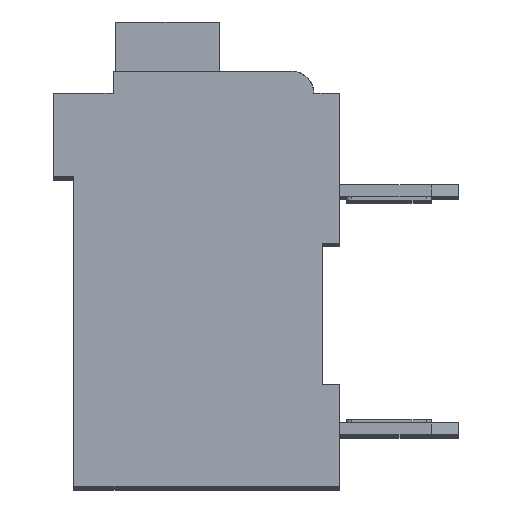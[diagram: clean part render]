
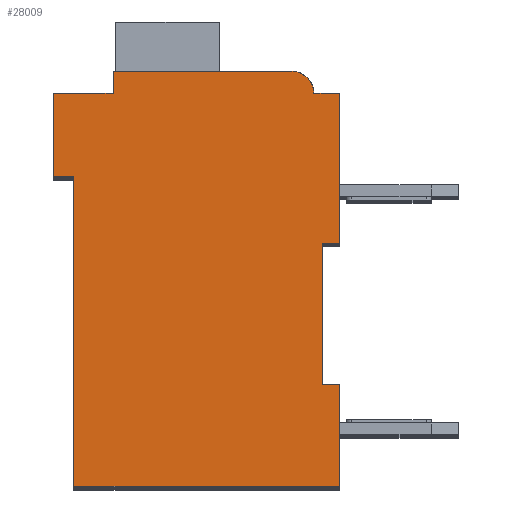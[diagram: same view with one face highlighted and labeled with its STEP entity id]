
A CAD part, top view. The second image highlights one B-rep face of the part: STEP entity #28009.
In plain terms, the highlighted planar face has unit normal (0, 0, 1).
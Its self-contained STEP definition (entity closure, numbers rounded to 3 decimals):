
#8494=DIRECTION('',(1.,0.,0.));
#8495=VECTOR('',#8494,0.5);
#8496=CARTESIAN_POINT('',(7.3,7.15,2.1));
#8497=LINE('',#8496,#8495);
#8498=DIRECTION('',(0.,1.,0.));
#8499=VECTOR('',#8498,4.15);
#8500=CARTESIAN_POINT('',(7.3,3.,2.1));
#8501=LINE('',#8500,#8499);
#8502=DIRECTION('',(-1.,0.,0.));
#8503=VECTOR('',#8502,0.5);
#8504=CARTESIAN_POINT('',(7.8,3.,2.1));
#8505=LINE('',#8504,#8503);
#8506=DIRECTION('',(0.,1.,0.));
#8507=VECTOR('',#8506,3.);
#8508=CARTESIAN_POINT('',(7.8,0.,2.1));
#8509=LINE('',#8508,#8507);
#8510=DIRECTION('',(1.,0.,0.));
#8511=VECTOR('',#8510,7.8);
#8512=CARTESIAN_POINT('',(0.,0.,2.1));
#8513=LINE('',#8512,#8511);
#8514=DIRECTION('',(0.,-1.,0.));
#8515=VECTOR('',#8514,9.1);
#8516=CARTESIAN_POINT('',(0.,9.1,2.1));
#8517=LINE('',#8516,#8515);
#8518=DIRECTION('',(1.,0.,0.));
#8519=VECTOR('',#8518,0.6);
#8520=CARTESIAN_POINT('',(-0.6,9.1,2.1));
#8521=LINE('',#8520,#8519);
#8522=DIRECTION('',(0.,-1.,0.));
#8523=VECTOR('',#8522,2.45);
#8524=CARTESIAN_POINT('',(-0.6,11.55,2.1));
#8525=LINE('',#8524,#8523);
#8526=DIRECTION('',(-1.,0.,0.));
#8527=VECTOR('',#8526,1.75);
#8528=CARTESIAN_POINT('',(1.15,11.55,2.1));
#8529=LINE('',#8528,#8527);
#8530=DIRECTION('',(0.,-1.,0.));
#8531=VECTOR('',#8530,0.65);
#8532=CARTESIAN_POINT('',(1.15,12.2,2.1));
#8533=LINE('',#8532,#8531);
#8534=DIRECTION('',(-1.,0.,0.));
#8535=VECTOR('',#8534,5.25);
#8536=CARTESIAN_POINT('',(6.4,12.2,2.1));
#8537=LINE('',#8536,#8535);
#8538=CARTESIAN_POINT('',(6.4,11.55,2.1));
#8539=DIRECTION('',(0.,0.,1.));
#8540=DIRECTION('',(1.,0.,0.));
#8541=AXIS2_PLACEMENT_3D('',#8538,#8539,#8540);
#8543=DIRECTION('',(-1.,0.,0.));
#8544=VECTOR('',#8543,0.75);
#8545=CARTESIAN_POINT('',(7.8,11.55,2.1));
#8546=LINE('',#8545,#8544);
#8547=DIRECTION('',(0.,1.,0.));
#8548=VECTOR('',#8547,4.4);
#8549=CARTESIAN_POINT('',(7.8,7.15,2.1));
#8550=LINE('',#8549,#8548);
#13777=CARTESIAN_POINT('',(7.3,7.15,2.1));
#13778=CARTESIAN_POINT('',(7.8,7.15,2.1));
#13779=VERTEX_POINT('',#13777);
#13780=VERTEX_POINT('',#13778);
#13781=CARTESIAN_POINT('',(7.8,11.55,2.1));
#13782=VERTEX_POINT('',#13781);
#13783=CARTESIAN_POINT('',(7.05,11.55,2.1));
#13784=VERTEX_POINT('',#13783);
#13785=CARTESIAN_POINT('',(6.4,12.2,2.1));
#13786=VERTEX_POINT('',#13785);
#13787=CARTESIAN_POINT('',(1.15,12.2,2.1));
#13788=VERTEX_POINT('',#13787);
#13789=CARTESIAN_POINT('',(1.15,11.55,2.1));
#13790=VERTEX_POINT('',#13789);
#13791=CARTESIAN_POINT('',(-0.6,11.55,2.1));
#13792=VERTEX_POINT('',#13791);
#13793=CARTESIAN_POINT('',(-0.6,9.1,2.1));
#13794=VERTEX_POINT('',#13793);
#13795=CARTESIAN_POINT('',(0.,9.1,2.1));
#13796=VERTEX_POINT('',#13795);
#13797=CARTESIAN_POINT('',(0.,0.,2.1));
#13798=VERTEX_POINT('',#13797);
#13799=CARTESIAN_POINT('',(7.8,0.,2.1));
#13800=VERTEX_POINT('',#13799);
#13801=CARTESIAN_POINT('',(7.8,3.,2.1));
#13802=VERTEX_POINT('',#13801);
#13803=CARTESIAN_POINT('',(7.3,3.,2.1));
#13804=VERTEX_POINT('',#13803);
#27988=CARTESIAN_POINT('',(0.,0.,2.1));
#27989=DIRECTION('',(0.,0.,1.));
#27990=DIRECTION('',(1.,0.,0.));
#27991=AXIS2_PLACEMENT_3D('',#27988,#27989,#27990);
#27992=PLANE('',#27991);
#27993=ORIENTED_EDGE('',*,*,#18142,.F.);
#27994=ORIENTED_EDGE('',*,*,#18806,.F.);
#27995=ORIENTED_EDGE('',*,*,#23900,.F.);
#27996=ORIENTED_EDGE('',*,*,#24255,.F.);
#27997=ORIENTED_EDGE('',*,*,#24670,.F.);
#27998=ORIENTED_EDGE('',*,*,#25223,.F.);
#27999=ORIENTED_EDGE('',*,*,#25460,.F.);
#28000=ORIENTED_EDGE('',*,*,#25679,.F.);
#28001=ORIENTED_EDGE('',*,*,#26009,.F.);
#28002=ORIENTED_EDGE('',*,*,#26648,.F.);
#28003=ORIENTED_EDGE('',*,*,#27148,.F.);
#28004=ORIENTED_EDGE('',*,*,#26060,.F.);
#28005=ORIENTED_EDGE('',*,*,#26469,.F.);
#28006=ORIENTED_EDGE('',*,*,#18701,.F.);
#28007=EDGE_LOOP('',(#27993,#27994,#27995,#27996,#27997,#27998,#27999,#28000,
#28001,#28002,#28003,#28004,#28005,#28006));
#28008=FACE_OUTER_BOUND('',#28007,.F.);
#8542=CIRCLE('',#8541,0.65);
#18142=EDGE_CURVE('',#13779,#13780,#8497,.T.);
#18701=EDGE_CURVE('',#13780,#13782,#8550,.T.);
#18806=EDGE_CURVE('',#13804,#13779,#8501,.T.);
#23900=EDGE_CURVE('',#13802,#13804,#8505,.T.);
#24255=EDGE_CURVE('',#13800,#13802,#8509,.T.);
#24670=EDGE_CURVE('',#13798,#13800,#8513,.T.);
#25223=EDGE_CURVE('',#13796,#13798,#8517,.T.);
#25460=EDGE_CURVE('',#13794,#13796,#8521,.T.);
#25679=EDGE_CURVE('',#13792,#13794,#8525,.T.);
#26009=EDGE_CURVE('',#13790,#13792,#8529,.T.);
#26060=EDGE_CURVE('',#13784,#13786,#8542,.T.);
#26469=EDGE_CURVE('',#13782,#13784,#8546,.T.);
#26648=EDGE_CURVE('',#13788,#13790,#8533,.T.);
#27148=EDGE_CURVE('',#13786,#13788,#8537,.T.);
#28009=ADVANCED_FACE('',(#28008),#27992,.T.);
